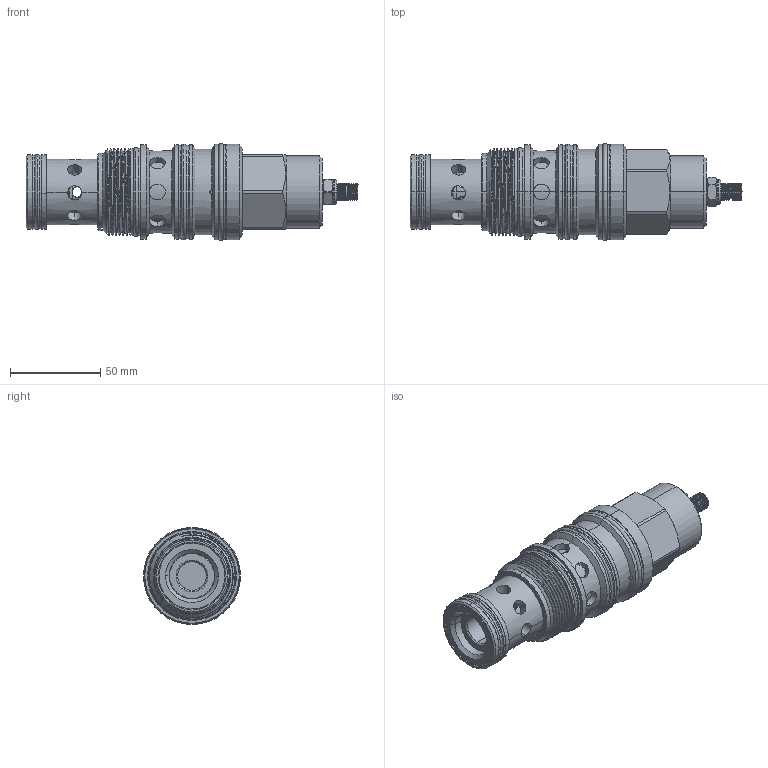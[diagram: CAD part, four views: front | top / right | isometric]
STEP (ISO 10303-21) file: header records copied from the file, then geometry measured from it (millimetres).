
FILE_DESCRIPTION (( 'STEP AP203' ), '1' );
FILE_NAME ('PW24A40(43)(45)-L.STEP', '2020-03-23T06:27:38', ( '' ), ( '' ), 'SwSTEP 2.0', 'SolidWorks 2018', '' );
FILE_SCHEMA (( 'CONFIG_CONTROL_DESIGN' ));
Length unit declared in the file: millimetre
Products named in the file (1): PW24A40(43)(45)-L
Bounding box: 184.26 x 53.84 x 53.84 mm (x, y, z)
Volume: 241574.1 mm3; surface area: 50544.3 mm2
Topology: 8 solids, 19 shells, 473 faces, 1174 edges, 730 vertices
Faces by surface type: cylinder 281, plane 96, cone 47, torus 40, bspline 9
Entity records: 25189 total; most frequent: CARTESIAN_POINT 14174, ORIENTED_EDGE 2344, DIRECTION 2241, EDGE_CURVE 1172, AXIS2_PLACEMENT_3D 952, VERTEX_POINT 730, EDGE_LOOP 544, CIRCLE 487
